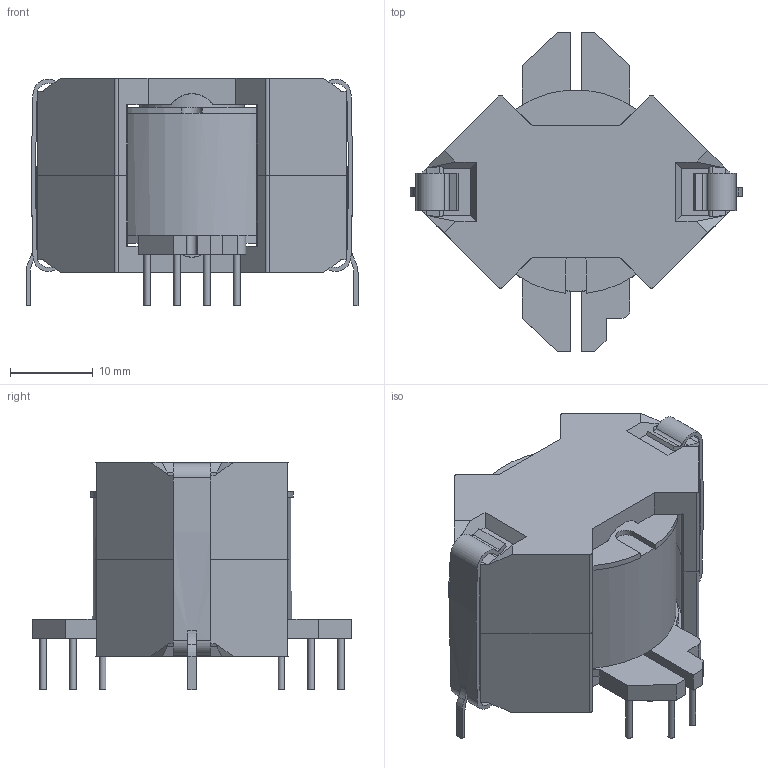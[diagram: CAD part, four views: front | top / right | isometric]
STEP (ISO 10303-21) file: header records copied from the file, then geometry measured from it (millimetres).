
FILE_DESCRIPTION( ( 'Unknown' ), '1' );
FILE_NAME( '760806200.stp', 'Unknown', ( 'Unknown' ), ( 'Unknown' ), 'PSStep 13.0', 'Unknown', ' ' );
FILE_SCHEMA( ( 'AUTOMOTIVE_DESIGN { 1 0 10303 214 1 1 1 1 }' ) );
Length unit declared in the file: millimetre
Products named in the file (4): Assem1; RM12 bobbin; RM12 core; clip
Bounding box: 40.03 x 38.5 x 27.4 mm (x, y, z)
Volume: 24639.6 mm3; surface area: 16223 mm2
Topology: 8 solids, 8 shells, 417 faces, 1091 edges, 712 vertices
Faces by surface type: plane 260, cylinder 157
Full cylindrical faces by diameter (mm): 0.8 x24, 12.6 x3, 13.1 x2, 24 x2
Entity records: 6243 total; most frequent: CARTESIAN_POINT 912, DIRECTION 849, ORIENTED_EDGE 794, EDGE_CURVE 397, AXIS2_PLACEMENT_3D 291, LINE 267, VECTOR 267, VERTEX_POINT 266
